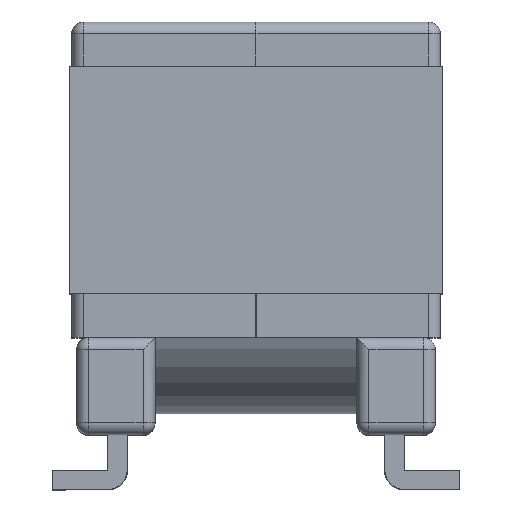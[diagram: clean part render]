
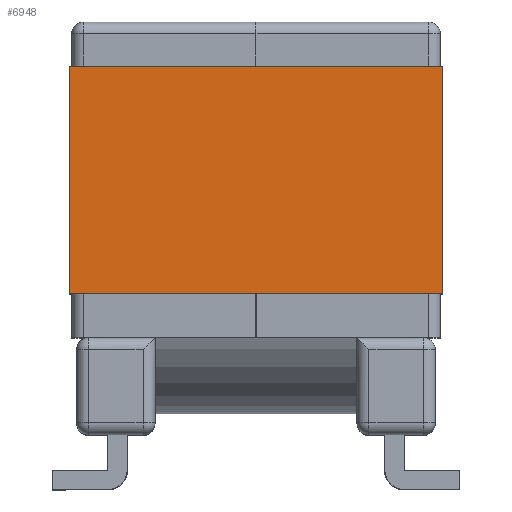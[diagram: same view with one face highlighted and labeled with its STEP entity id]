
A CAD part, top view. The second image highlights one B-rep face of the part: STEP entity #6948.
In plain terms, the highlighted face is planar.
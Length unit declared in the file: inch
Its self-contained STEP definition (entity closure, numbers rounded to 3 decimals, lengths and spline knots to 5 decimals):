
#133 = LINE ( 'NONE', #2563, #8766 ) ;
#167 = LINE ( 'NONE', #8010, #1764 ) ;
#201 = ORIENTED_EDGE ( 'NONE', *, *, #5914, .F. ) ;
#916 = PLANE ( 'NONE',  #6723 ) ;
#957 = VECTOR ( 'NONE', #2326, 39.37008 ) ;
#1764 = VECTOR ( 'NONE', #7980, 39.37008 ) ;
#2051 = EDGE_CURVE ( 'NONE', #5832, #4537, #5615, .T. ) ;
#2326 = DIRECTION ( 'NONE',  ( 0., 1., 0. ) ) ;
#2563 = CARTESIAN_POINT ( 'NONE',  ( 0.28543, 0.00197, 0. ) ) ;
#2767 = LINE ( 'NONE', #4476, #957 ) ;
#2914 = DIRECTION ( 'NONE',  ( 1., 0., 0. ) ) ;
#2925 = ORIENTED_EDGE ( 'NONE', *, *, #5581, .T. ) ;
#2970 = CARTESIAN_POINT ( 'NONE',  ( 0.28543, 0.00197, -0.18701 ) ) ;
#4079 = EDGE_LOOP ( 'NONE', ( #7412, #201, #2925, #4282 ) ) ;
#4282 = ORIENTED_EDGE ( 'NONE', *, *, #2051, .T. ) ;
#4459 = CARTESIAN_POINT ( 'NONE',  ( 0.28543, 0.00197, -0.18701 ) ) ;
#4476 = CARTESIAN_POINT ( 'NONE',  ( 0.28543, 0.00197, -0.18701 ) ) ;
#4537 = VERTEX_POINT ( 'NONE', #7749 ) ;
#4549 = DIRECTION ( 'NONE',  ( 0., 1., 0. ) ) ;
#4901 = VERTEX_POINT ( 'NONE', #8898 ) ;
#5400 = VECTOR ( 'NONE', #8639, 39.37008 ) ;
#5581 = EDGE_CURVE ( 'NONE', #4901, #5832, #2767, .T. ) ;
#5615 = LINE ( 'NONE', #4459, #5400 ) ;
#5636 = CARTESIAN_POINT ( 'NONE',  ( 0.28543, -0.30512, 0. ) ) ;
#5664 = CARTESIAN_POINT ( 'NONE',  ( 0.28543, 0.00197, -0.18701 ) ) ;
#5832 = VERTEX_POINT ( 'NONE', #5664 ) ;
#5849 = VERTEX_POINT ( 'NONE', #5636 ) ;
#5914 = EDGE_CURVE ( 'NONE', #4901, #5849, #167, .T. ) ;
#6723 = AXIS2_PLACEMENT_3D ( 'NONE', #2970, #2914, #7709 ) ;
#6948 = ADVANCED_FACE ( 'NONE', ( #7513 ), #916, .T. ) ;
#7412 = ORIENTED_EDGE ( 'NONE', *, *, #8623, .F. ) ;
#7513 = FACE_OUTER_BOUND ( 'NONE', #4079, .T. ) ;
#7709 = DIRECTION ( 'NONE',  ( 0., 1., 0. ) ) ;
#7749 = CARTESIAN_POINT ( 'NONE',  ( 0.28543, 0.00197, 0. ) ) ;
#7980 = DIRECTION ( 'NONE',  ( 0., 0., 1. ) ) ;
#8010 = CARTESIAN_POINT ( 'NONE',  ( 0.28543, -0.30512, -0.18701 ) ) ;
#8623 = EDGE_CURVE ( 'NONE', #5849, #4537, #133, .T. ) ;
#8639 = DIRECTION ( 'NONE',  ( 0., 0., 1. ) ) ;
#8766 = VECTOR ( 'NONE', #4549, 39.37008 ) ;
#8898 = CARTESIAN_POINT ( 'NONE',  ( 0.28543, -0.30512, -0.18701 ) ) ;
